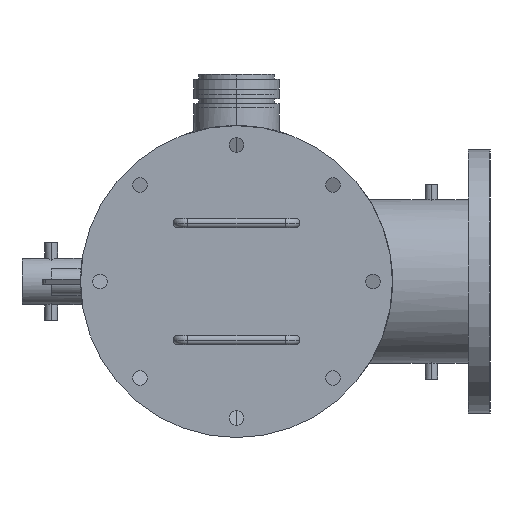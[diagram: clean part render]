
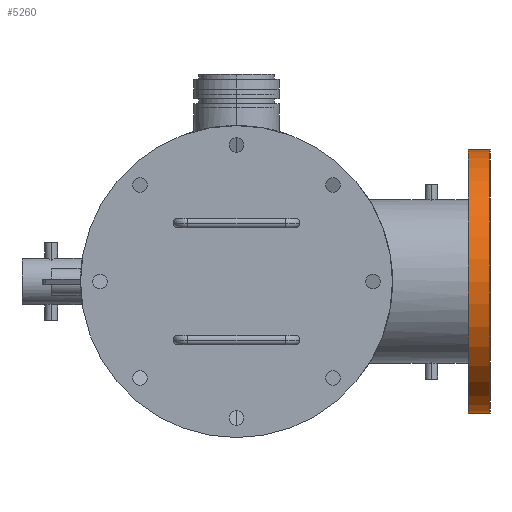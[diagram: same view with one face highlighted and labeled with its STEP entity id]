
A CAD part, left-side view. The second image highlights one B-rep face of the part: STEP entity #5260.
In plain terms, the highlighted cylindrical face has radius 171.45 mm (diameter 342.9 mm), a partial arc.
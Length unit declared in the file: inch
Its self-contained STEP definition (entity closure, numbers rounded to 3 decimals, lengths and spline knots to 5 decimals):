
#217 = CARTESIAN_POINT ( 'NONE',  ( 17.04, -11.88, -6.75 ) ) ;
#415 = VERTEX_POINT ( 'NONE', #5429 ) ;
#981 = VERTEX_POINT ( 'NONE', #9936 ) ;
#1012 = DIRECTION ( 'NONE',  ( 0., -1., 0. ) ) ;
#1247 = DIRECTION ( 'NONE',  ( 0., 0., -1. ) ) ;
#1283 = LINE ( 'NONE', #6188, #10012 ) ;
#1414 = CARTESIAN_POINT ( 'NONE',  ( 17.04, -13., 0. ) ) ;
#1827 = CARTESIAN_POINT ( 'NONE',  ( 17.04, -11.88, -6.75 ) ) ;
#2016 = ORIENTED_EDGE ( 'NONE', *, *, #10641, .F. ) ;
#2157 = CIRCLE ( 'NONE', #6760, 6.75 ) ;
#2320 = ORIENTED_EDGE ( 'NONE', *, *, #7317, .T. ) ;
#2562 = EDGE_CURVE ( 'NONE', #6145, #981, #6513, .T. ) ;
#3074 = EDGE_LOOP ( 'NONE', ( #10321, #2320, #9133, #2016 ) ) ;
#3499 = DIRECTION ( 'NONE',  ( 0., -1., 0. ) ) ;
#5260 = ADVANCED_FACE ( 'NONE', ( #7638 ), #8233, .T. ) ;
#5429 = CARTESIAN_POINT ( 'NONE',  ( 17.04, -11.88, 6.75 ) ) ;
#5808 = DIRECTION ( 'NONE',  ( 0., 0., -1. ) ) ;
#6145 = VERTEX_POINT ( 'NONE', #1827 ) ;
#6188 = CARTESIAN_POINT ( 'NONE',  ( 17.04, -11.88, 6.75 ) ) ;
#6513 = LINE ( 'NONE', #217, #8655 ) ;
#6760 = AXIS2_PLACEMENT_3D ( 'NONE', #8782, #7024, #7836 ) ;
#6964 = CARTESIAN_POINT ( 'NONE',  ( 17.04, -13., 6.75 ) ) ;
#7024 = DIRECTION ( 'NONE',  ( 0., -1., 0. ) ) ;
#7317 = EDGE_CURVE ( 'NONE', #415, #6145, #2157, .T. ) ;
#7638 = FACE_OUTER_BOUND ( 'NONE', #3074, .T. ) ;
#7836 = DIRECTION ( 'NONE',  ( 0., 0., -1. ) ) ;
#8233 = CYLINDRICAL_SURFACE ( 'NONE', #11608, 6.75 ) ;
#8492 = EDGE_CURVE ( 'NONE', #415, #10429, #1283, .T. ) ;
#8655 = VECTOR ( 'NONE', #1012, 39.37008 ) ;
#8782 = CARTESIAN_POINT ( 'NONE',  ( 17.04, -11.88, 0. ) ) ;
#9133 = ORIENTED_EDGE ( 'NONE', *, *, #2562, .T. ) ;
#9611 = AXIS2_PLACEMENT_3D ( 'NONE', #1414, #9635, #1247 ) ;
#9635 = DIRECTION ( 'NONE',  ( 0., -1., 0. ) ) ;
#9815 = CARTESIAN_POINT ( 'NONE',  ( 17.04, -11.88, 0. ) ) ;
#9936 = CARTESIAN_POINT ( 'NONE',  ( 17.04, -13., -6.75 ) ) ;
#10012 = VECTOR ( 'NONE', #3499, 39.37008 ) ;
#10321 = ORIENTED_EDGE ( 'NONE', *, *, #8492, .F. ) ;
#10429 = VERTEX_POINT ( 'NONE', #6964 ) ;
#10641 = EDGE_CURVE ( 'NONE', #10429, #981, #11821, .T. ) ;
#11275 = DIRECTION ( 'NONE',  ( 0., -1., 0. ) ) ;
#11608 = AXIS2_PLACEMENT_3D ( 'NONE', #9815, #11275, #5808 ) ;
#11821 = CIRCLE ( 'NONE', #9611, 6.75 ) ;
